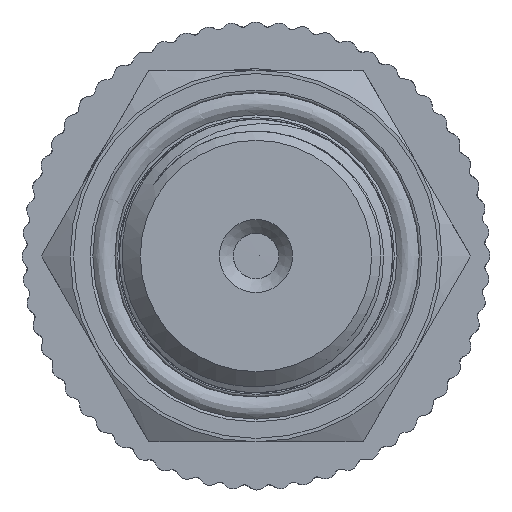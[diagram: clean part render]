
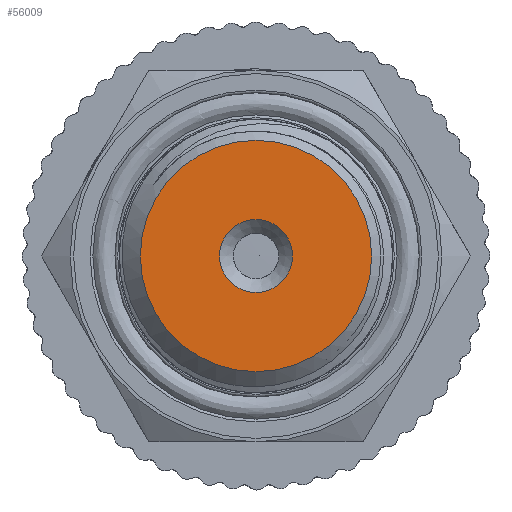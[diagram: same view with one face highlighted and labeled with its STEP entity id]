
A CAD part, left-side view. The second image highlights one B-rep face of the part: STEP entity #56009.
In plain terms, the highlighted planar face has unit normal (-1, 0, 0).
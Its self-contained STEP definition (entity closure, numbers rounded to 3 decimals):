
#4705=PLANE('',#59416);
#7241=FACE_BOUND('',#11883,.T.);
#8327=FACE_OUTER_BOUND('',#11882,.T.);
#11882=EDGE_LOOP('',(#39074));
#11883=EDGE_LOOP('',(#39075));
#15497=CIRCLE('',#59364,8.4);
#15528=CIRCLE('',#59415,2.65);
#22969=VERTEX_POINT('',#94256);
#22998=VERTEX_POINT('',#95985);
#29124=EDGE_CURVE('',#22969,#22969,#15497,.T.);
#29175=EDGE_CURVE('',#22998,#22998,#15528,.T.);
#39074=ORIENTED_EDGE('',*,*,#29124,.T.);
#39075=ORIENTED_EDGE('',*,*,#29175,.T.);
#56009=ADVANCED_FACE('',(#8327,#7241),#4705,.T.);
#59364=AXIS2_PLACEMENT_3D('',#94257,#67482,#67483);
#59415=AXIS2_PLACEMENT_3D('',#95987,#67594,#67595);
#59416=AXIS2_PLACEMENT_3D('',#95988,#67596,#67597);
#67482=DIRECTION('center_axis',(-1.,0.,0.));
#67483=DIRECTION('ref_axis',(0.,1.,0.));
#67594=DIRECTION('center_axis',(1.,0.,0.));
#67595=DIRECTION('ref_axis',(0.,0.,-1.));
#67596=DIRECTION('center_axis',(-1.,0.,0.));
#67597=DIRECTION('ref_axis',(0.,0.,1.));
#94256=CARTESIAN_POINT('',(-61.,-8.4,0.));
#94257=CARTESIAN_POINT('Origin',(-61.,0.,0.));
#95985=CARTESIAN_POINT('',(-61.,-2.65,0.));
#95987=CARTESIAN_POINT('Origin',(-61.,0.,0.));
#95988=CARTESIAN_POINT('Origin',(-61.,10.,0.));
